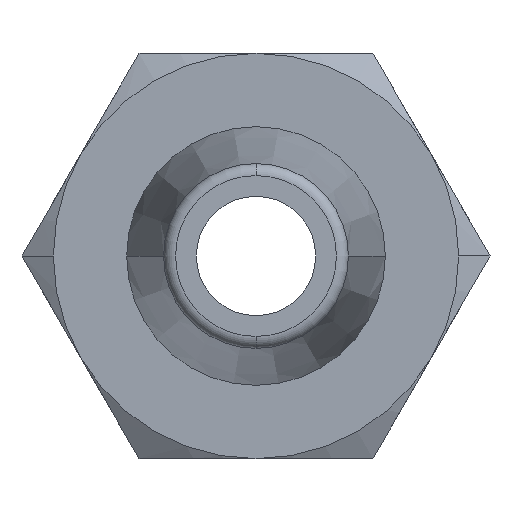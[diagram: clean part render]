
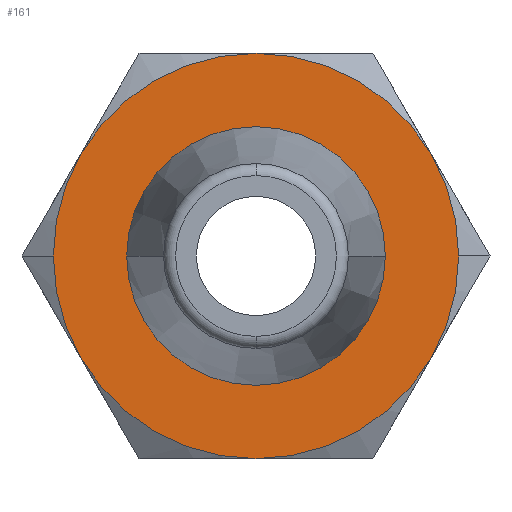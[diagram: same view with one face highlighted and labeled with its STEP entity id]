
A CAD part, front view. The second image highlights one B-rep face of the part: STEP entity #161.
In plain terms, the highlighted planar face has unit normal (0, -1, 0).
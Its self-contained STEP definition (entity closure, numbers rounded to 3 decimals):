
#161=ADVANCED_FACE('',(#329,#330),#331,.T.);
#329=FACE_OUTER_BOUND('',#496,.T.);
#330=FACE_BOUND('',#497,.T.);
#331=PLANE('',#498);
#496=EDGE_LOOP('',(#908,#909,#910,#911,#912,#913,#914,#915));
#497=EDGE_LOOP('',(#916,#917));
#498=AXIS2_PLACEMENT_3D('',#918,#919,#920);
#908=ORIENTED_EDGE('',*,*,#1138,.F.);
#909=ORIENTED_EDGE('',*,*,#1079,.F.);
#910=ORIENTED_EDGE('',*,*,#1139,.F.);
#911=ORIENTED_EDGE('',*,*,#1071,.F.);
#912=ORIENTED_EDGE('',*,*,#1087,.F.);
#913=ORIENTED_EDGE('',*,*,#1083,.F.);
#914=ORIENTED_EDGE('',*,*,#1140,.F.);
#915=ORIENTED_EDGE('',*,*,#1018,.F.);
#916=ORIENTED_EDGE('',*,*,#1068,.F.);
#917=ORIENTED_EDGE('',*,*,#1113,.F.);
#918=CARTESIAN_POINT('',(4.25,24.5,0.0));
#919=DIRECTION('',(-0.0,-1.0,-0.0));
#920=DIRECTION('',(-1.0,0.0,0.0));
#1018=EDGE_CURVE('',#1223,#1226,#1227,.T.);
#1068=EDGE_CURVE('',#1301,#1299,#1303,.T.);
#1071=EDGE_CURVE('',#1305,#1307,#1308,.T.);
#1079=EDGE_CURVE('',#1266,#1317,#1318,.T.);
#1083=EDGE_CURVE('',#1321,#1208,#1323,.T.);
#1087=EDGE_CURVE('',#1208,#1305,#1327,.T.);
#1113=EDGE_CURVE('',#1299,#1301,#1365,.T.);
#1138=EDGE_CURVE('',#1317,#1223,#1395,.T.);
#1139=EDGE_CURVE('',#1307,#1266,#1396,.T.);
#1140=EDGE_CURVE('',#1226,#1321,#1397,.T.);
#1208=VERTEX_POINT('',#1506);
#1223=VERTEX_POINT('',#1546);
#1226=VERTEX_POINT('',#1550);
#1227=CIRCLE('',#1551,8.5);
#1266=VERTEX_POINT('',#1652);
#1299=VERTEX_POINT('',#1733);
#1301=VERTEX_POINT('',#1736);
#1303=CIRCLE('',#1739,5.425);
#1305=VERTEX_POINT('',#1741);
#1307=VERTEX_POINT('',#1744);
#1308=CIRCLE('',#1745,8.5);
#1317=VERTEX_POINT('',#1787);
#1318=CIRCLE('',#1788,8.5);
#1321=VERTEX_POINT('',#1802);
#1323=CIRCLE('',#1815,8.5);
#1327=CIRCLE('',#1819,8.5);
#1365=CIRCLE('',#1896,5.425);
#1395=CIRCLE('',#1954,8.5);
#1396=CIRCLE('',#1955,8.5);
#1397=CIRCLE('',#1956,8.5);
#1506=CARTESIAN_POINT('',(-7.361,24.5,-4.25));
#1546=CARTESIAN_POINT('',(8.5,24.5,0.));
#1550=CARTESIAN_POINT('',(7.361,24.5,-4.25));
#1551=AXIS2_PLACEMENT_3D('',#2032,#2033,#2034);
#1652=CARTESIAN_POINT('',(0.,24.5,8.5));
#1733=CARTESIAN_POINT('',(5.425,24.5,0.));
#1736=CARTESIAN_POINT('',(-5.425,24.5,0.));
#1739=AXIS2_PLACEMENT_3D('',#2096,#2097,#2098);
#1741=CARTESIAN_POINT('',(-8.5,24.5,0.));
#1744=CARTESIAN_POINT('',(-7.361,24.5,4.25));
#1745=AXIS2_PLACEMENT_3D('',#2100,#2101,#2102);
#1787=CARTESIAN_POINT('',(7.361,24.5,4.25));
#1788=AXIS2_PLACEMENT_3D('',#2106,#2107,#2108);
#1802=CARTESIAN_POINT('',(0.0,24.5,-8.5));
#1815=AXIS2_PLACEMENT_3D('',#2109,#2110,#2111);
#1819=AXIS2_PLACEMENT_3D('',#2115,#2116,#2117);
#1896=AXIS2_PLACEMENT_3D('',#2151,#2152,#2153);
#1954=AXIS2_PLACEMENT_3D('',#2178,#2179,#2180);
#1955=AXIS2_PLACEMENT_3D('',#2181,#2182,#2183);
#1956=AXIS2_PLACEMENT_3D('',#2184,#2185,#2186);
#2032=CARTESIAN_POINT('',(0.0,24.5,0.0));
#2033=DIRECTION('',(-0.0,1.0,0.0));
#2034=DIRECTION('',(1.0,0.0,0.0));
#2096=CARTESIAN_POINT('',(0.0,24.5,0.0));
#2097=DIRECTION('',(0.0,-1.0,0.0));
#2098=DIRECTION('',(1.0,0.0,0.0));
#2100=CARTESIAN_POINT('',(0.0,24.5,0.0));
#2101=DIRECTION('',(-0.0,1.0,0.0));
#2102=DIRECTION('',(1.0,0.0,0.0));
#2106=CARTESIAN_POINT('',(0.0,24.5,0.0));
#2107=DIRECTION('',(-0.0,1.0,0.0));
#2108=DIRECTION('',(1.0,0.0,0.0));
#2109=CARTESIAN_POINT('',(0.0,24.5,0.0));
#2110=DIRECTION('',(-0.0,1.0,0.0));
#2111=DIRECTION('',(1.0,0.0,0.0));
#2115=CARTESIAN_POINT('',(0.0,24.5,0.0));
#2116=DIRECTION('',(-0.0,1.0,0.0));
#2117=DIRECTION('',(1.0,0.0,0.0));
#2151=CARTESIAN_POINT('',(0.0,24.5,0.0));
#2152=DIRECTION('',(0.0,-1.0,0.0));
#2153=DIRECTION('',(1.0,0.0,0.0));
#2178=CARTESIAN_POINT('',(0.0,24.5,0.0));
#2179=DIRECTION('',(-0.0,1.0,0.0));
#2180=DIRECTION('',(1.0,0.0,0.0));
#2181=CARTESIAN_POINT('',(0.0,24.5,0.0));
#2182=DIRECTION('',(-0.0,1.0,0.0));
#2183=DIRECTION('',(1.0,0.0,0.0));
#2184=CARTESIAN_POINT('',(0.0,24.5,0.0));
#2185=DIRECTION('',(-0.0,1.0,0.0));
#2186=DIRECTION('',(1.0,0.0,0.0));
